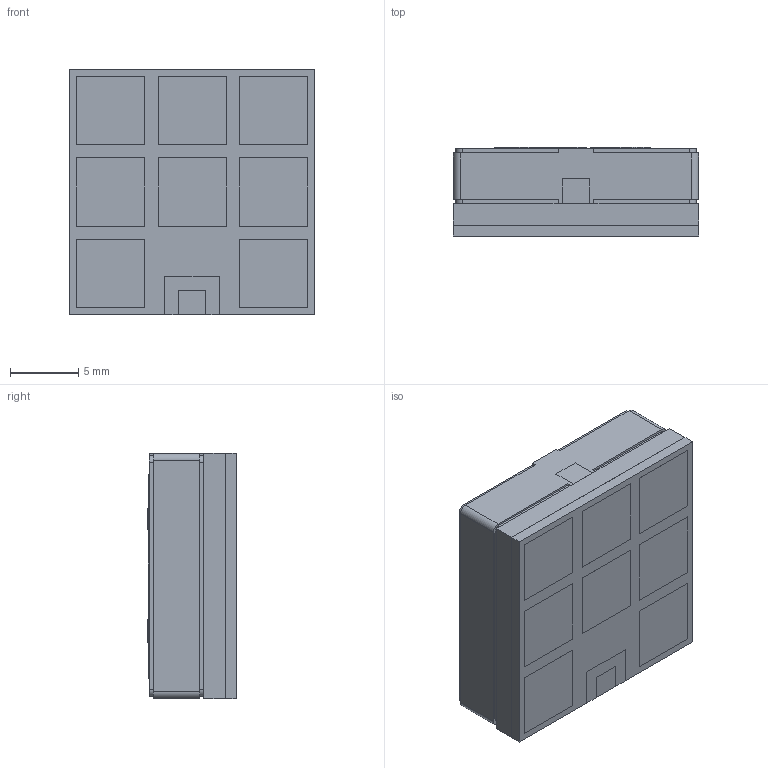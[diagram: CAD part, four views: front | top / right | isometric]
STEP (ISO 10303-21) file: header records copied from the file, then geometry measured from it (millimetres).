
FILE_DESCRIPTION (( 'STEP AP214' ), '1' );
FILE_NAME ('ASGGB184.A_web.STEP', '2022-03-14T14:25:49', ( '' ), ( '' ), 'SwSTEP 2.0', 'SolidWorks 2018', '' );
FILE_SCHEMA (( 'AUTOMOTIVE_DESIGN' ));
Length unit declared in the file: millimetre
Products named in the file (1): ASGGB184.A_web
Bounding box: 18 x 6.51 x 18 mm (x, y, z)
Surface area: 1432.2 mm2 (no closed solid volume)
Topology: 0 solids, 20 shells, 490 faces, 1482 edges, 1020 vertices
Faces by surface type: plane 418, bspline 60, cylinder 12
Entity records: 24440 total; most frequent: CARTESIAN_POINT 6491, ORIENTED_EDGE 2465, DIRECTION 2259, EDGE_CURVE 1482, LINE 1315, VECTOR 1315, VERTEX_POINT 1020, EDGE_LOOP 519
